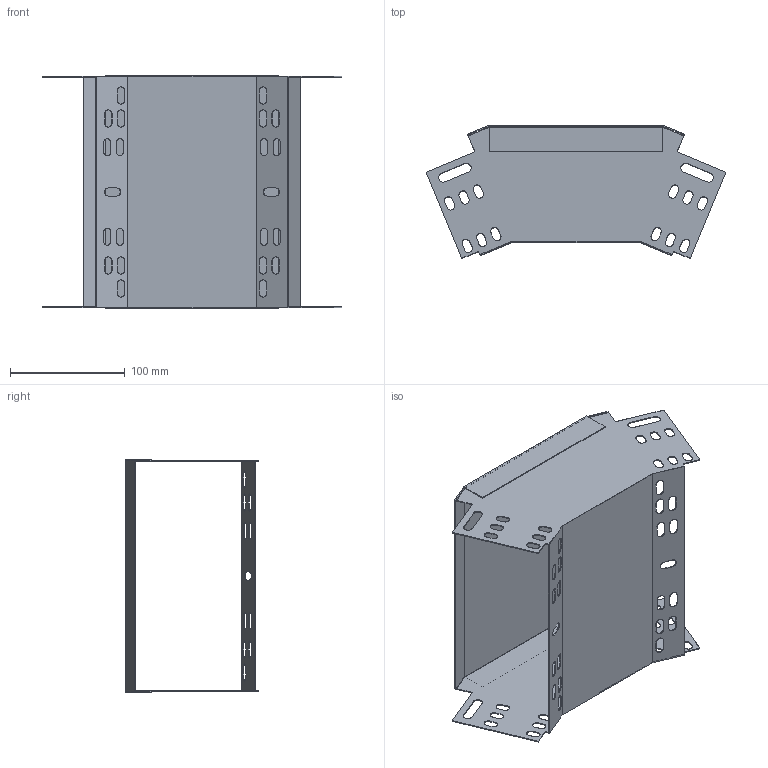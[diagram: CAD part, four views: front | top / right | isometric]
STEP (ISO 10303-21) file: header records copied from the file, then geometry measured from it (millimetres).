
FILE_DESCRIPTION (( 'STEP AP203' ), '1' );
FILE_NAME ('CLP3N-100-200-M-HDZ Ïîâîðîò íà 45 ãð. âåðòèêàëüíûé âíåøíèé 100õ200 IEK HDZ.STEP', '2016-03-02T08:30:56', ( '' ), ( '' ), 'SwSTEP 2.0', 'SolidWorks 2014', '' );
FILE_SCHEMA (( 'CONFIG_CONTROL_DESIGN' ));
Length unit declared in the file: millimetre
Products named in the file (1): CLP3N-100-200-M-HDZ Ïîâîðîò íà 45 ãð. âåðòèêàëüíûé âíåøíèé 100õ200 IEK HDZ
Bounding box: 260.99 x 115.78 x 203.2 mm (x, y, z)
Volume: 96593.5 mm3; surface area: 244832.1 mm2
Topology: 2 solids, 2 shells, 256 faces, 748 edges, 496 vertices
Faces by surface type: plane 156, cylinder 100
Entity records: 8763 total; most frequent: CARTESIAN_POINT 1501, ORIENTED_EDGE 1496, DIRECTION 1462, EDGE_CURVE 748, VECTOR 548, LINE 548, VERTEX_POINT 496, AXIS2_PLACEMENT_3D 457
